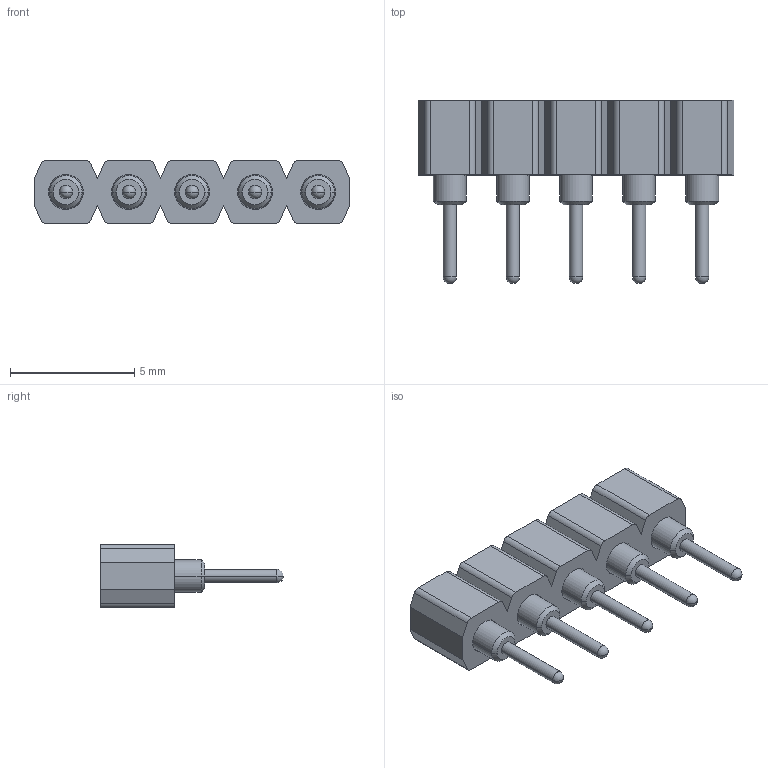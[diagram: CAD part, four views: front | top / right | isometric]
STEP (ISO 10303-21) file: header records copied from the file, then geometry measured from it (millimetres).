
FILE_DESCRIPTION((''),'2;1');
FILE_NAME('D01-997_ASM','2012-06-11T',('wbourne'),(''),'PRO/ENGINEER BY PARAMETRIC TECHNOLOGY CORPORATION, 2011490','PRO/ENGINEER BY PARAMETRIC TECHNOLOGY CORPORATION, 2011490','');
FILE_SCHEMA(('CONFIG_CONTROL_DESIGN','SHAPE_APPEARANCE_LAYERS_GROUPS'));
Length unit declared in the file: millimetre
Products named in the file (5): D01-997-MOULDING; D01-997-SOCKETBODY; Y3199; D01-997-SOCKET_ASM; D01-997_ASM
Assembly tree (8 placements, depth 3):
  D01-997_ASM
    D01-997-MOULDING
    D01-997-SOCKET_ASM  x5
      D01-997-SOCKETBODY
      Y3199
Bounding box: 12.7 x 7.37 x 2.54 mm (x, y, z)
Volume: 81.9 mm3; surface area: 483.9 mm2
Topology: 16 solids, 16 shells, 544 faces, 1291 edges, 784 vertices
Faces by surface type: bspline 225, plane 154, cylinder 100, cone 45, sphere 10, torus 10
Entity records: 7665 total; most frequent: CARTESIAN_POINT 2285, ORIENTED_EDGE 854, DIRECTION 754, PRESENTATION_STYLE_ASSIGNMENT 431, STYLED_ITEM 431, CURVE_STYLE 427, EDGE_CURVE 427, VERTEX_POINT 272
